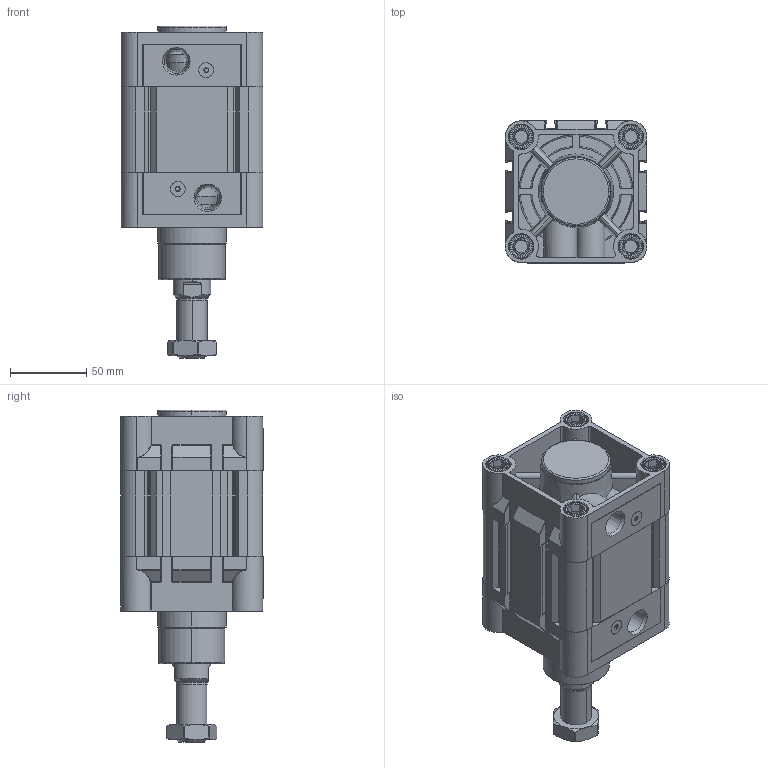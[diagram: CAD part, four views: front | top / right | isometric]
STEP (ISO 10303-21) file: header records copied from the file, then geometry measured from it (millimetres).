
FILE_DESCRIPTION (( 'STEP AP203' ), '1' );
FILE_NAME ('KDNC80x0CYLINDER.STEP', '2014-06-28T08:09:58', ( 'user' ), ( '' ), 'SwSTEP 2.0', 'SolidWorks 2013', '' );
FILE_SCHEMA (( 'CONFIG_CONTROL_DESIGN' ));
Length unit declared in the file: millimetre
Products named in the file (19): MIKNATIS 80; 烰 KAPAK  80; KDNC80x0CYLINDER; Piston Mili 80x0; ﾖN MﾝL KEﾇESﾝ 80; KDNC 80x0 BORU; ARKA KAPAK  80; YASTIKLAMA VÝDASI 80; YASTIKLAMA KEÇESÝ 80; YASTIKLAMA VÝDASI O-RÝNG 80; KAPAK O-RÝNGÝ 80; PUL 80; ORTA PÝSTON 80; SOMUN 80; PÝSTON KEÇESÝ 80; V媶A 80; YATAKLAMA BANDI 80; ORTA PÝSTON O-RÝNG 80 ; CIVATA 80
Assembly tree (32 placements, depth 2):
  KDNC80x0CYLINDER
    ARKA KAPAK  80
    YASTIKLAMA KEÇESÝ 80  x2
    KAPAK O-RÝNGÝ 80  x2
    ORTA PÝSTON 80
    PÝSTON KEÇESÝ 80  x2
    YATAKLAMA BANDI 80
    MIKNATIS 80  x2
    Piston Mili 80x0
    ORTA PÝSTON O-RÝNG 80 
    烰 KAPAK  80
    ﾖN MﾝL KEﾇESﾝ 80
    KDNC 80x0 BORU
    YASTIKLAMA VÝDASI 80  x2
    YASTIKLAMA VÝDASI O-RÝNG 80  x2
    PUL 80  x2
    SOMUN 80
    V媶A 80
    CIVATA 80  x8
Bounding box: 93 x 93.3 x 218 mm (x, y, z)
Volume: 757250.6 mm3; surface area: 323277 mm2
Topology: 34 solids, 34 shells, 1841 faces, 4524 edges, 2837 vertices
Faces by surface type: plane 649, cylinder 572, cone 440, torus 96, bspline 48, sphere 36
Entity records: 48874 total; most frequent: CARTESIAN_POINT 12417, DIRECTION 7301, ORIENTED_EDGE 7114, EDGE_CURVE 3557, AXIS2_PLACEMENT_3D 2875, VERTEX_POINT 2247, EDGE_LOOP 1572, LINE 1551
